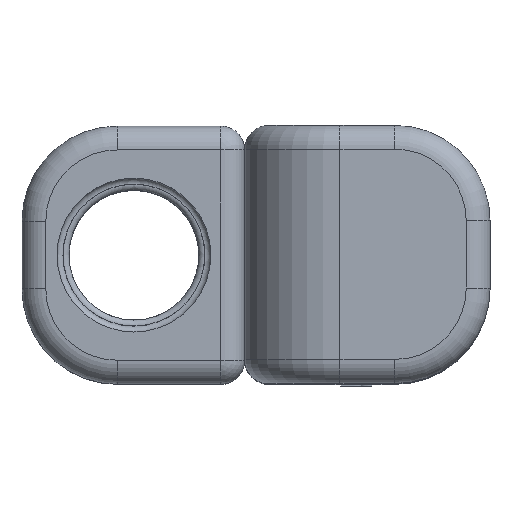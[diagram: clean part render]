
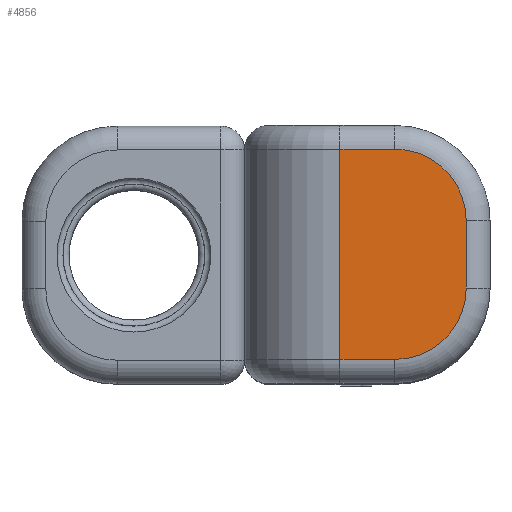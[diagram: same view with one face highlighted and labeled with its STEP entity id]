
A CAD part, top view. The second image highlights one B-rep face of the part: STEP entity #4856.
In plain terms, the highlighted planar face has unit normal (0, 0, 1).
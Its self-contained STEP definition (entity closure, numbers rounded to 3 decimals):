
#250=LINE('',#8000,#645);
#251=LINE('',#8009,#646);
#253=LINE('',#8019,#648);
#262=LINE('',#8053,#657);
#645=VECTOR('',#5898,10.);
#646=VECTOR('',#5911,10.);
#648=VECTOR('',#5923,10.);
#657=VECTOR('',#5968,10.);
#1037=PLANE('',#5235);
#1245=FACE_OUTER_BOUND('',#1576,.T.);
#1576=EDGE_LOOP('',(#3552,#3553,#3554,#3555,#3556,#3557));
#1939=CIRCLE('',#5205,30.);
#1942=CIRCLE('',#5210,30.);
#2242=VERTEX_POINT('',#7990);
#2244=VERTEX_POINT('',#7996);
#2246=VERTEX_POINT('',#8002);
#2247=VERTEX_POINT('',#8007);
#2248=VERTEX_POINT('',#8011);
#2249=VERTEX_POINT('',#8015);
#2728=EDGE_CURVE('',#2242,#2244,#250,.T.);
#2731=EDGE_CURVE('',#2244,#2246,#1939,.T.);
#2733=EDGE_CURVE('',#2246,#2247,#251,.T.);
#2735=EDGE_CURVE('',#2247,#2248,#1942,.T.);
#2738=EDGE_CURVE('',#2248,#2249,#253,.T.);
#2757=EDGE_CURVE('',#2249,#2242,#262,.T.);
#3552=ORIENTED_EDGE('',*,*,#2728,.F.);
#3553=ORIENTED_EDGE('',*,*,#2757,.F.);
#3554=ORIENTED_EDGE('',*,*,#2738,.F.);
#3555=ORIENTED_EDGE('',*,*,#2735,.F.);
#3556=ORIENTED_EDGE('',*,*,#2733,.F.);
#3557=ORIENTED_EDGE('',*,*,#2731,.F.);
#4856=ADVANCED_FACE('',(#1245),#1037,.T.);
#5205=AXIS2_PLACEMENT_3D('',#8005,#5905,#5906);
#5210=AXIS2_PLACEMENT_3D('',#8013,#5916,#5917);
#5235=AXIS2_PLACEMENT_3D('',#8059,#5978,#5979);
#5898=DIRECTION('',(1.,0.,0.));
#5905=DIRECTION('center_axis',(0.,0.,-1.));
#5906=DIRECTION('ref_axis',(0.707,0.707,0.));
#5911=DIRECTION('',(0.,-1.,0.));
#5916=DIRECTION('center_axis',(0.,0.,-1.));
#5917=DIRECTION('ref_axis',(0.707,-0.707,0.));
#5923=DIRECTION('',(-1.,0.,0.));
#5968=DIRECTION('',(0.,1.,0.));
#5978=DIRECTION('center_axis',(0.,0.,1.));
#5979=DIRECTION('ref_axis',(-1.,0.,0.));
#7990=CARTESIAN_POINT('',(-7.5,44.15,286.5));
#7996=CARTESIAN_POINT('',(15.5,44.15,286.5));
#8000=CARTESIAN_POINT('',(-11.875,44.15,286.5));
#8002=CARTESIAN_POINT('',(45.5,14.15,286.5));
#8005=CARTESIAN_POINT('Origin',(15.5,14.15,286.5));
#8007=CARTESIAN_POINT('',(45.5,-14.15,286.5));
#8009=CARTESIAN_POINT('',(45.5,0.,286.5));
#8011=CARTESIAN_POINT('',(15.5,-44.15,286.5));
#8013=CARTESIAN_POINT('Origin',(15.5,-14.15,286.5));
#8015=CARTESIAN_POINT('',(-7.5,-44.15,286.5));
#8019=CARTESIAN_POINT('',(-11.875,-44.15,286.5));
#8053=CARTESIAN_POINT('',(-7.5,0.,286.5));
#8059=CARTESIAN_POINT('Origin',(0.,0.,286.5));
